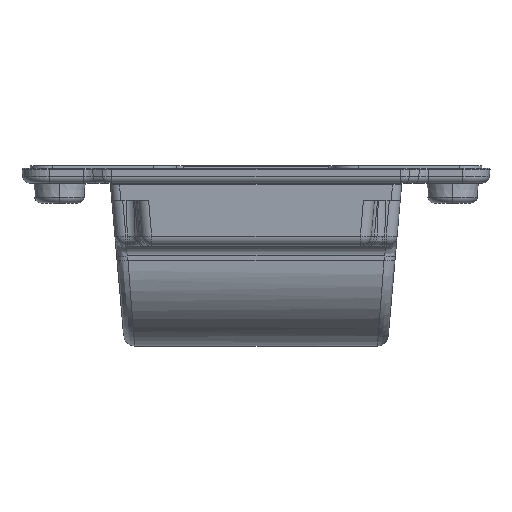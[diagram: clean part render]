
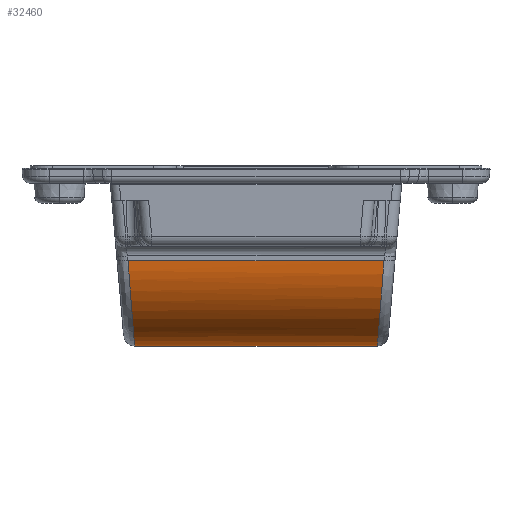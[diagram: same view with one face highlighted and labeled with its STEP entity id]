
A CAD part, left-side view. The second image highlights one B-rep face of the part: STEP entity #32460.
In plain terms, the highlighted cylindrical face has radius 25.748 mm (diameter 51.497 mm), a partial arc.
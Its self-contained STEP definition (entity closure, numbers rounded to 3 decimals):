
#24633=DIRECTION('',(0.,-1.,0.));
#24634=VECTOR('',#24633,70.349);
#24635=CARTESIAN_POINT('',(25.65,63.975,
-32.996));
#24636=LINE('',#24635,#24634);
#24640=CARTESIAN_POINT('',(-25.65,-6.375,
-32.996));
#24641=CARTESIAN_POINT('',(-25.58,-6.313,
-33.795));
#24642=CARTESIAN_POINT('',(-25.369,-6.193,
-35.339));
#24643=CARTESIAN_POINT('',(-24.898,-6.032,
-37.425));
#24644=CARTESIAN_POINT('',(-24.273,-5.877,
-39.426));
#24645=CARTESIAN_POINT('',(-23.506,-5.73,
-41.328));
#24646=CARTESIAN_POINT('',(-22.592,-5.589,
-43.161));
#24647=CARTESIAN_POINT('',(-21.53,-5.453,
-44.924));
#24648=CARTESIAN_POINT('',(-20.343,-5.325,
-46.58));
#24649=CARTESIAN_POINT('',(-19.027,-5.204,
-48.141));
#24650=CARTESIAN_POINT('',(-17.507,-5.085,
-49.678));
#24651=CARTESIAN_POINT('',(-15.654,-4.964,
-51.25));
#24652=CARTESIAN_POINT('',(-13.34,-4.84,
-52.843));
#24653=CARTESIAN_POINT('',(-10.5,-4.724,
-54.344));
#24654=CARTESIAN_POINT('',(-7.126,-4.628,
-55.588));
#24655=CARTESIAN_POINT('',(-3.363,-4.567,
-56.379));
#24656=CARTESIAN_POINT('',(0.541,-4.551,
-56.592));
#24657=CARTESIAN_POINT('',(4.324,-4.579,
-56.223));
#24658=CARTESIAN_POINT('',(7.755,-4.644,
-55.381));
#24659=CARTESIAN_POINT('',(10.733,-4.734,
-54.221));
#24660=CARTESIAN_POINT('',(13.238,-4.837,
-52.89));
#24661=CARTESIAN_POINT('',(15.307,-4.944,
-51.5));
#24662=CARTESIAN_POINT('',(17.038,-5.053,
-50.096));
#24663=CARTESIAN_POINT('',(18.534,-5.163,
-48.664));
#24664=CARTESIAN_POINT('',(19.887,-5.281,
-47.149));
#24665=CARTESIAN_POINT('',(21.13,-5.407,
-45.514));
#24666=CARTESIAN_POINT('',(22.237,-5.54,
-43.786));
#24667=CARTESIAN_POINT('',(23.204,-5.681,
-41.975));
#24668=CARTESIAN_POINT('',(24.026,-5.826,
-40.089));
#24669=CARTESIAN_POINT('',(24.727,-5.984,
-38.047));
#24670=CARTESIAN_POINT('',(25.302,-6.162,
-35.745));
#24671=CARTESIAN_POINT('',(25.567,-6.301,
-33.949));
#24672=CARTESIAN_POINT('',(25.65,-6.375,
-32.996));
#24677=CARTESIAN_POINT('',(25.65,63.975,
-32.996));
#24678=CARTESIAN_POINT('',(25.581,63.913,
-33.792));
#24679=CARTESIAN_POINT('',(25.37,63.794,
-35.331));
#24680=CARTESIAN_POINT('',(24.901,63.633,
-37.414));
#24681=CARTESIAN_POINT('',(24.277,63.478,
-39.414));
#24682=CARTESIAN_POINT('',(23.512,63.332,
-41.315));
#24683=CARTESIAN_POINT('',(22.599,63.19,
-43.149));
#24684=CARTESIAN_POINT('',(21.538,63.053,
-44.912));
#24685=CARTESIAN_POINT('',(20.352,62.926,
-46.567));
#24686=CARTESIAN_POINT('',(19.037,62.805,
-48.13));
#24687=CARTESIAN_POINT('',(17.513,62.686,
-49.672));
#24688=CARTESIAN_POINT('',(15.653,62.563,
-51.251));
#24689=CARTESIAN_POINT('',(13.329,62.44,
-52.85));
#24690=CARTESIAN_POINT('',(10.476,62.324,
-54.355));
#24691=CARTESIAN_POINT('',(7.092,62.227,
-55.599));
#24692=CARTESIAN_POINT('',(3.324,62.167,
-56.384));
#24693=CARTESIAN_POINT('',(-0.58,62.151,
-56.591));
#24694=CARTESIAN_POINT('',(-4.355,62.18,
-56.217));
#24695=CARTESIAN_POINT('',(-7.776,62.245,
-55.374));
#24696=CARTESIAN_POINT('',(-10.742,62.334,
-54.216));
#24697=CARTESIAN_POINT('',(-13.237,62.437,
-52.89));
#24698=CARTESIAN_POINT('',(-15.298,62.544,
-51.506));
#24699=CARTESIAN_POINT('',(-17.024,62.652,
-50.108));
#24700=CARTESIAN_POINT('',(-18.52,62.762,
-48.679));
#24701=CARTESIAN_POINT('',(-19.874,62.879,
-47.165));
#24702=CARTESIAN_POINT('',(-21.118,63.006,
-45.53));
#24703=CARTESIAN_POINT('',(-22.226,63.139,
-43.804));
#24704=CARTESIAN_POINT('',(-23.195,63.279,
-41.993));
#24705=CARTESIAN_POINT('',(-24.019,63.425,
-40.108));
#24706=CARTESIAN_POINT('',(-24.723,63.583,
-38.062));
#24707=CARTESIAN_POINT('',(-25.301,63.761,
-35.753));
#24708=CARTESIAN_POINT('',(-25.567,63.901,
-33.952));
#24709=CARTESIAN_POINT('',(-25.65,63.975,
-32.996));
#24751=DIRECTION('',(0.,-1.,0.));
#24752=VECTOR('',#24751,70.349);
#24753=CARTESIAN_POINT('',(-25.65,63.975,
-32.996));
#24754=LINE('',#24753,#24752);
#26408=CARTESIAN_POINT('',(-25.65,63.975,
-32.996));
#26410=VERTEX_POINT('',#26408);
#26448=CARTESIAN_POINT('',(-25.65,-6.375,
-32.996));
#26449=VERTEX_POINT('',#26448);
#26451=VERTEX_POINT('',#24672);
#26492=CARTESIAN_POINT('',(25.65,63.975,
-32.996));
#26493=VERTEX_POINT('',#26492);
#32447=CARTESIAN_POINT('',(0.,173.088,-30.752));
#32448=DIRECTION('',(0.,-1.,0.));
#32449=DIRECTION('',(0.996,0.,-0.087));
#32450=AXIS2_PLACEMENT_3D('',#32447,#32448,#32449);
#32451=CYLINDRICAL_SURFACE('',#32450,25.748);
#32453=ORIENTED_EDGE('',*,*,#32452,.T.);
#32454=ORIENTED_EDGE('',*,*,#32442,.F.);
#32455=ORIENTED_EDGE('',*,*,#30997,.T.);
#32457=ORIENTED_EDGE('',*,*,#32456,.T.);
#32458=EDGE_LOOP('',(#32453,#32454,#32455,#32457));
#32459=FACE_OUTER_BOUND('',#32458,.F.);
#24673=B_SPLINE_CURVE_WITH_KNOTS('',3,(#24640,#24641,#24642,#24643,#24644,
#24645,#24646,#24647,#24648,#24649,#24650,#24651,#24652,#24653,#24654,#24655,
#24656,#24657,#24658,#24659,#24660,#24661,#24662,#24663,#24664,#24665,#24666,
#24667,#24668,#24669,#24670,#24671,#24672),.UNSPECIFIED.,.F.,.F.,(4,1,1,1,1,1,1,
1,1,1,1,1,1,1,1,1,1,1,1,1,1,1,1,1,1,1,1,1,1,1,4),(0.,0.033,
0.067,0.1,0.133,0.167,0.2,
0.233,0.267,0.3,0.333,0.367,
0.4,0.433,0.467,0.5,0.533,
0.567,0.6,0.633,0.667,0.7,
0.733,0.767,0.8,0.833,0.867,
0.9,0.933,0.967,1.),.UNSPECIFIED.);
#24710=B_SPLINE_CURVE_WITH_KNOTS('',3,(#24677,#24678,#24679,#24680,#24681,
#24682,#24683,#24684,#24685,#24686,#24687,#24688,#24689,#24690,#24691,#24692,
#24693,#24694,#24695,#24696,#24697,#24698,#24699,#24700,#24701,#24702,#24703,
#24704,#24705,#24706,#24707,#24708,#24709),.UNSPECIFIED.,.F.,.F.,(4,1,1,1,1,1,1,
1,1,1,1,1,1,1,1,1,1,1,1,1,1,1,1,1,1,1,1,1,1,1,4),(0.,0.033,
0.067,0.1,0.133,0.167,0.2,
0.233,0.267,0.3,0.333,0.367,
0.4,0.433,0.467,0.5,0.533,
0.567,0.6,0.633,0.667,0.7,
0.733,0.767,0.8,0.833,0.867,
0.9,0.933,0.967,1.),.UNSPECIFIED.);
#30997=EDGE_CURVE('',#26493,#26410,#24710,.T.);
#32442=EDGE_CURVE('',#26493,#26451,#24636,.T.);
#32452=EDGE_CURVE('',#26449,#26451,#24673,.T.);
#32456=EDGE_CURVE('',#26410,#26449,#24754,.T.);
#32460=ADVANCED_FACE('',(#32459),#32451,.T.);
